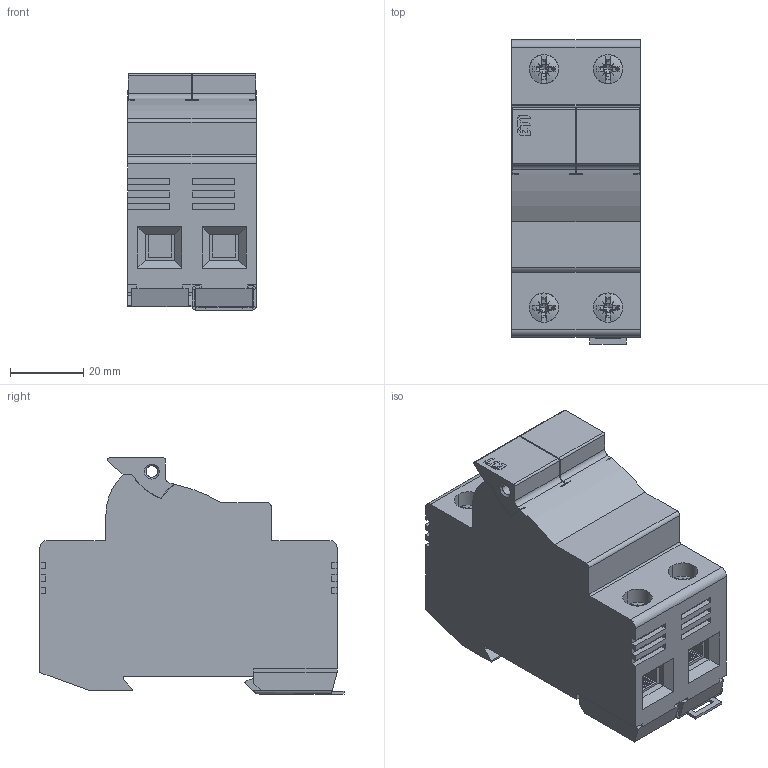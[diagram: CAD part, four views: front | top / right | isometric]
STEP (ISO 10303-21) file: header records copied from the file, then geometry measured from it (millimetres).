
FILE_DESCRIPTION((''),'2;1');
FILE_NAME('EFD10_2P','2017-09-15T',('matic.bajda'),('Audax d.o.o.'),'CREO PARAMETRIC BY PTC INC, 2016260','CREO PARAMETRIC BY PTC INC, 2016260','');
FILE_SCHEMA(('AUTOMOTIVE_DESIGN { 1 0 10303 214 1 1 1 1 }'));
Length unit declared in the file: millimetre
Products named in the file (1): EFD10_2P
Bounding box: 35 x 82.89 x 64.35 mm (x, y, z)
Volume: 129229.7 mm3; surface area: 23530.2 mm2
Topology: 1 solids, 1 shells, 789 faces, 2157 edges, 1402 vertices
Faces by surface type: plane 600, cylinder 135, cone 32, bspline 10, sphere 8, torus 4
Entity records: 32073 total; most frequent: CARTESIAN_POINT 5516, ORIENTED_EDGE 4298, DIRECTION 3880, PRESENTATION_STYLE_ASSIGNMENT 2153, STYLED_ITEM 2150, CURVE_STYLE 2149, EDGE_CURVE 2149, VECTOR 1546
